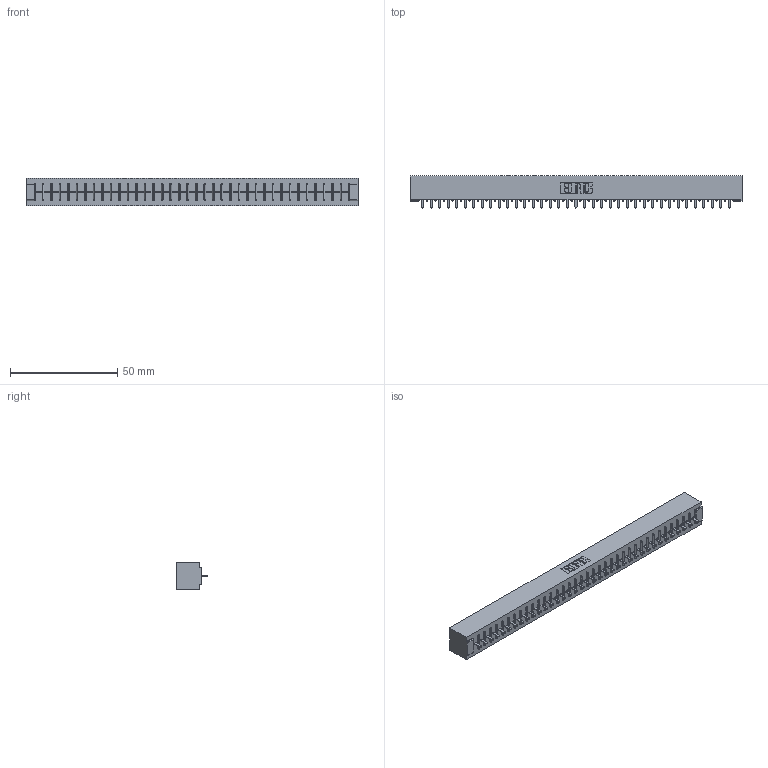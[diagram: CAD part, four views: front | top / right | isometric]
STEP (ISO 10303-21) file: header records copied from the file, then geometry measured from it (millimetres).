
FILE_DESCRIPTION (( 'STEP AP203' ), '1' );
FILE_NAME ('306-037-421-101.STEP', '2020-09-22T05:07:54', ( '' ), ( '' ), 'SwSTEP 2.0', 'SolidWorks 2020', '' );
FILE_SCHEMA (( 'CONFIG_CONTROL_DESIGN' ));
Length unit declared in the file: inch
Products named in the file (3): 306-290-001_121; 306-037-421-101; 306 Part_No Mounting
Assembly tree (38 placements, depth 2):
  306-037-421-101
    306 Part_No Mounting
    306-290-001_121  x37
Bounding box: 154.48 x 14.88 x 12.7 mm (x, y, z)
Volume: 17569.4 mm3; surface area: 17853.9 mm2
Topology: 38 solids, 38 shells, 2698 faces, 7581 edges, 4854 vertices
Faces by surface type: plane 1803, cylinder 747, sphere 148
Entity records: 34830 total; most frequent: CARTESIAN_POINT 5846, ORIENTED_EDGE 5794, DIRECTION 5765, EDGE_CURVE 2897, LINE 2267, VECTOR 2267, VERTEX_POINT 1830, AXIS2_PLACEMENT_3D 1749
